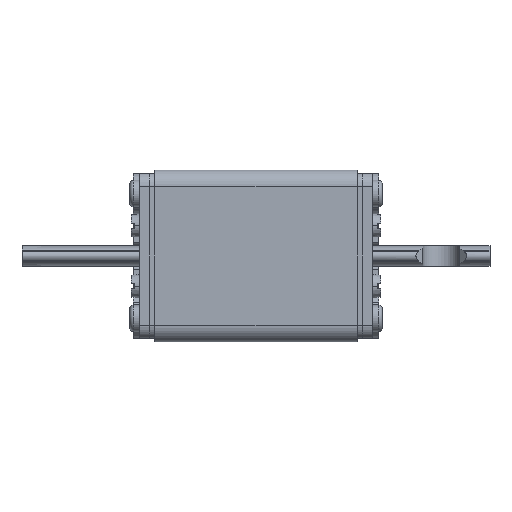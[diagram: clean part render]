
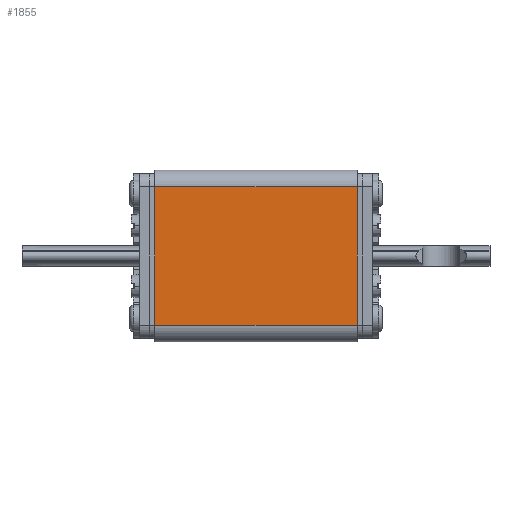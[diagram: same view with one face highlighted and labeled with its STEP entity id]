
A CAD part, front view. The second image highlights one B-rep face of the part: STEP entity #1855.
In plain terms, the highlighted planar face has unit normal (0, -1, 0).
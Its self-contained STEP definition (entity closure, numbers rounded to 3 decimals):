
#190=DIRECTION('',(0.,0.,-1.));
#191=VECTOR('',#190,41.);
#192=CARTESIAN_POINT('',(-30.,-25.5,20.5));
#193=LINE('',#192,#191);
#197=DIRECTION('',(-1.,0.,0.));
#198=VECTOR('',#197,60.);
#199=CARTESIAN_POINT('',(30.,-25.5,-20.5));
#200=LINE('',#199,#198);
#204=DIRECTION('',(-1.,0.,0.));
#205=VECTOR('',#204,60.);
#206=CARTESIAN_POINT('',(30.,-25.5,20.5));
#207=LINE('',#206,#205);
#637=DIRECTION('',(0.,0.,-1.));
#638=VECTOR('',#637,41.);
#639=CARTESIAN_POINT('',(30.,-25.5,20.5));
#640=LINE('',#639,#638);
#1538=CARTESIAN_POINT('',(-30.,-25.5,-20.5));
#1540=VERTEX_POINT('',#1538);
#1541=CARTESIAN_POINT('',(30.,-25.5,-20.5));
#1542=VERTEX_POINT('',#1541);
#1561=CARTESIAN_POINT('',(-30.,-25.5,20.5));
#1563=VERTEX_POINT('',#1561);
#1567=CARTESIAN_POINT('',(30.,-25.5,20.5));
#1568=VERTEX_POINT('',#1567);
#1842=CARTESIAN_POINT('',(-30.,-25.5,25.5));
#1843=DIRECTION('',(0.,-1.,0.));
#1844=DIRECTION('',(0.,0.,-1.));
#1845=AXIS2_PLACEMENT_3D('',#1842,#1843,#1844);
#1846=PLANE('',#1845);
#1847=ORIENTED_EDGE('',*,*,#1826,.T.);
#1848=ORIENTED_EDGE('',*,*,#1808,.F.);
#1850=ORIENTED_EDGE('',*,*,#1849,.F.);
#1852=ORIENTED_EDGE('',*,*,#1851,.T.);
#1853=EDGE_LOOP('',(#1847,#1848,#1850,#1852));
#1854=FACE_OUTER_BOUND('',#1853,.F.);
#1808=EDGE_CURVE('',#1563,#1540,#193,.T.);
#1826=EDGE_CURVE('',#1542,#1540,#200,.T.);
#1849=EDGE_CURVE('',#1568,#1563,#207,.T.);
#1851=EDGE_CURVE('',#1568,#1542,#640,.T.);
#1855=ADVANCED_FACE('',(#1854),#1846,.T.);
